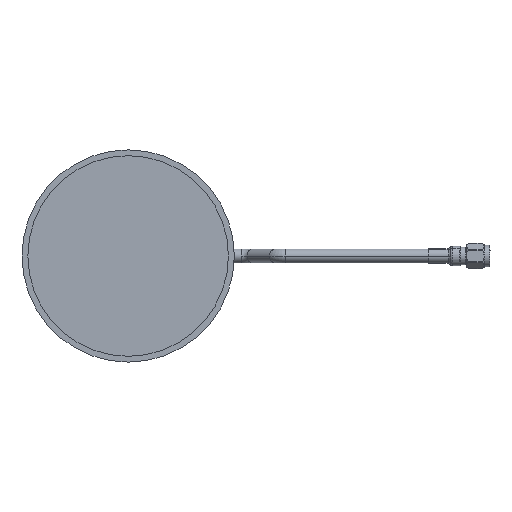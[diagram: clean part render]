
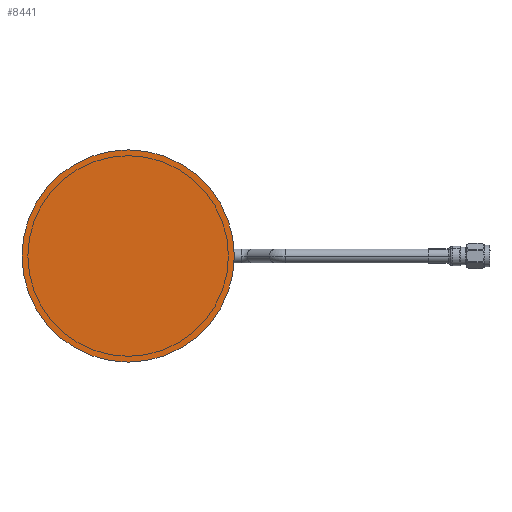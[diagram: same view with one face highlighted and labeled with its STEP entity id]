
A CAD part, front view. The second image highlights one B-rep face of the part: STEP entity #8441.
In plain terms, the highlighted planar face has unit normal (0, -1, 0).
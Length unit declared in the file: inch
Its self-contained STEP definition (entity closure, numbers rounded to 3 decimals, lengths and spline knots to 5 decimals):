
#1604 = AXIS2_PLACEMENT_3D ( 'NONE', #26440, #6117, #20398 ) ;
#1714 = CARTESIAN_POINT ( 'NONE',  ( 0., -0.00984, 0. ) ) ;
#3653 = AXIS2_PLACEMENT_3D ( 'NONE', #25421, #23277, #11522 ) ;
#4574 = ORIENTED_EDGE ( 'NONE', *, *, #5238, .F. ) ;
#4670 = ORIENTED_EDGE ( 'NONE', *, *, #18827, .F. ) ;
#5238 = EDGE_CURVE ( 'NONE', #18996, #14999, #12211, .T. ) ;
#6117 = DIRECTION ( 'NONE',  ( 0., 1., 0. ) ) ;
#8441 = ADVANCED_FACE ( 'NONE', ( #16011 ), #18131, .F. ) ;
#9892 = DIRECTION ( 'NONE',  ( 0., 0., -1. ) ) ;
#11279 = CIRCLE ( 'NONE', #15559, 1.49606 ) ;
#11522 = DIRECTION ( 'NONE',  ( 0., 0., -1. ) ) ;
#12211 = CIRCLE ( 'NONE', #3653, 1.49606 ) ;
#14999 = VERTEX_POINT ( 'NONE', #18677 ) ;
#15559 = AXIS2_PLACEMENT_3D ( 'NONE', #1714, #17629, #9892 ) ;
#16011 = FACE_OUTER_BOUND ( 'NONE', #19655, .T. ) ;
#17629 = DIRECTION ( 'NONE',  ( 0., 1., 0. ) ) ;
#18131 = PLANE ( 'NONE',  #1604 ) ;
#18677 = CARTESIAN_POINT ( 'NONE',  ( 0., -0.00984, -1.49606 ) ) ;
#18827 = EDGE_CURVE ( 'NONE', #14999, #18996, #11279, .T. ) ;
#18996 = VERTEX_POINT ( 'NONE', #25241 ) ;
#19655 = EDGE_LOOP ( 'NONE', ( #4670, #4574 ) ) ;
#20398 = DIRECTION ( 'NONE',  ( 0., 0., 1. ) ) ;
#23277 = DIRECTION ( 'NONE',  ( 0., 1., 0. ) ) ;
#25241 = CARTESIAN_POINT ( 'NONE',  ( 0., -0.00984, 1.49606 ) ) ;
#25421 = CARTESIAN_POINT ( 'NONE',  ( 0., -0.00984, 0. ) ) ;
#26440 = CARTESIAN_POINT ( 'NONE',  ( 0., -0.00984, 0. ) ) ;
